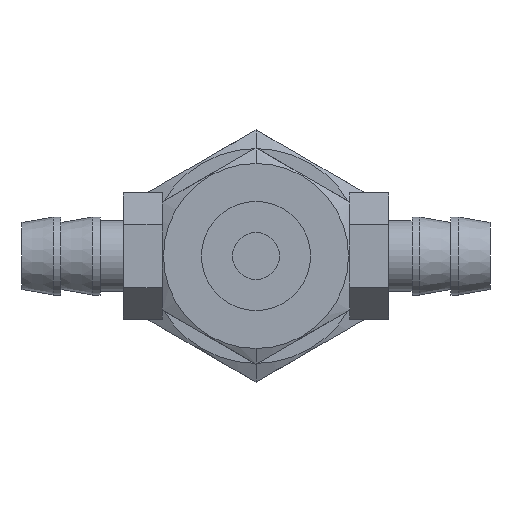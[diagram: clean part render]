
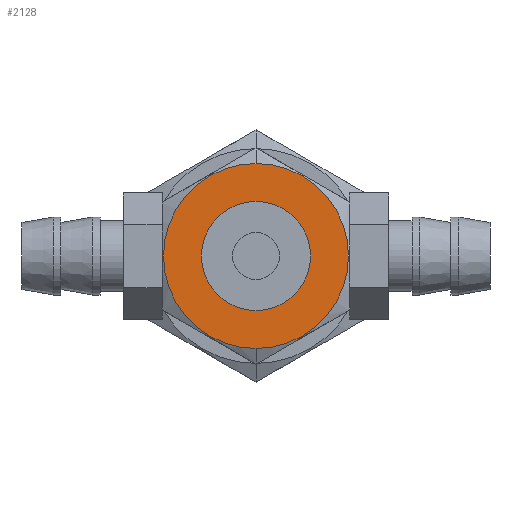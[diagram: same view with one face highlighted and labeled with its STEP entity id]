
A CAD part, front view. The second image highlights one B-rep face of the part: STEP entity #2128.
In plain terms, the highlighted planar face has unit normal (0, -1, 0).
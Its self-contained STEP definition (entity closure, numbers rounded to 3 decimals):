
#2 = CIRCLE ( 'NONE', #3353, 2.5 ) ;
#179 = DIRECTION ( 'NONE',  ( 0., 0., 1. ) ) ;
#195 = DIRECTION ( 'NONE',  ( 0., 1., 0. ) ) ;
#349 = FACE_OUTER_BOUND ( 'NONE', #4609, .T. ) ;
#599 = EDGE_CURVE ( 'NONE', #1973, #2666, #2, .T. ) ;
#649 = VERTEX_POINT ( 'NONE', #3259 ) ;
#675 = CARTESIAN_POINT ( 'NONE',  ( 0., 5.5, -5.928 ) ) ;
#730 = CARTESIAN_POINT ( 'NONE',  ( 0., 5.5, -2.5 ) ) ;
#1378 = AXIS2_PLACEMENT_3D ( 'NONE', #3004, #4088, #2327 ) ;
#1806 = ORIENTED_EDGE ( 'NONE', *, *, #2415, .F. ) ;
#1807 = VERTEX_POINT ( 'NONE', #675 ) ;
#1856 = CARTESIAN_POINT ( 'NONE',  ( 0., 5.5, 0. ) ) ;
#1973 = VERTEX_POINT ( 'NONE', #730 ) ;
#2128 = ADVANCED_FACE ( 'NONE', ( #349, #3021 ), #2248, .F. ) ;
#2201 = DIRECTION ( 'NONE',  ( 0., 1., 0. ) ) ;
#2248 = PLANE ( 'NONE',  #3179 ) ;
#2269 = CARTESIAN_POINT ( 'NONE',  ( 0., 5.5, 0. ) ) ;
#2327 = DIRECTION ( 'NONE',  ( 0., 0., 1. ) ) ;
#2329 = ORIENTED_EDGE ( 'NONE', *, *, #3380, .T. ) ;
#2411 = DIRECTION ( 'NONE',  ( 0., 1., 0. ) ) ;
#2415 = EDGE_CURVE ( 'NONE', #1807, #649, #4420, .T. ) ;
#2666 = VERTEX_POINT ( 'NONE', #3683 ) ;
#2678 = CARTESIAN_POINT ( 'NONE',  ( 0., 5.5, 0. ) ) ;
#2783 = EDGE_CURVE ( 'NONE', #649, #1807, #4252, .T. ) ;
#2794 = CARTESIAN_POINT ( 'NONE',  ( 0., 5.5, 0. ) ) ;
#2813 = ORIENTED_EDGE ( 'NONE', *, *, #599, .T. ) ;
#3004 = CARTESIAN_POINT ( 'NONE',  ( 0., 5.5, 0. ) ) ;
#3021 = FACE_BOUND ( 'NONE', #3561, .T. ) ;
#3068 = ORIENTED_EDGE ( 'NONE', *, *, #2783, .F. ) ;
#3179 = AXIS2_PLACEMENT_3D ( 'NONE', #2269, #3397, #3360 ) ;
#3259 = CARTESIAN_POINT ( 'NONE',  ( 0., 5.5, 5.928 ) ) ;
#3353 = AXIS2_PLACEMENT_3D ( 'NONE', #1856, #2201, #4045 ) ;
#3360 = DIRECTION ( 'NONE',  ( 0., 0., 1. ) ) ;
#3380 = EDGE_CURVE ( 'NONE', #2666, #1973, #4225, .T. ) ;
#3397 = DIRECTION ( 'NONE',  ( 0., 1., 0. ) ) ;
#3498 = DIRECTION ( 'NONE',  ( 0., 0., 1. ) ) ;
#3561 = EDGE_LOOP ( 'NONE', ( #2813, #2329 ) ) ;
#3683 = CARTESIAN_POINT ( 'NONE',  ( 0., 5.5, 2.5 ) ) ;
#3843 = AXIS2_PLACEMENT_3D ( 'NONE', #2678, #195, #179 ) ;
#4045 = DIRECTION ( 'NONE',  ( 0., 0., 1. ) ) ;
#4088 = DIRECTION ( 'NONE',  ( 0., 1., 0. ) ) ;
#4225 = CIRCLE ( 'NONE', #3843, 2.5 ) ;
#4252 = CIRCLE ( 'NONE', #1378, 5.928 ) ;
#4420 = CIRCLE ( 'NONE', #4484, 5.928 ) ;
#4484 = AXIS2_PLACEMENT_3D ( 'NONE', #2794, #2411, #3498 ) ;
#4609 = EDGE_LOOP ( 'NONE', ( #3068, #1806 ) ) ;
